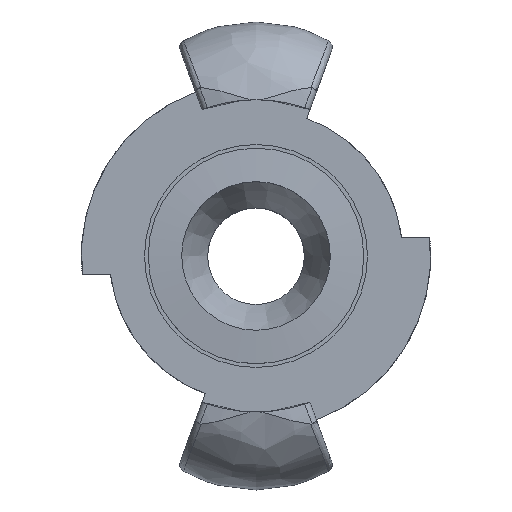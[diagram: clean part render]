
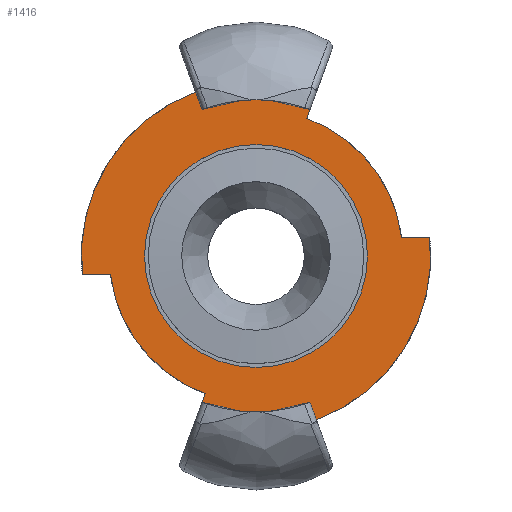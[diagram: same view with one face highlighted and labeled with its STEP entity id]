
A CAD part, top view. The second image highlights one B-rep face of the part: STEP entity #1416.
In plain terms, the highlighted planar face has unit normal (0, 0, 1).
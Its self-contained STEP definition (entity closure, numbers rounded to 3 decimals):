
#99=FACE_BOUND('',#264,.T.);
#124=PLANE('',#1556);
#183=FACE_OUTER_BOUND('',#263,.T.);
#263=EDGE_LOOP('',(#1127,#1128,#1129,#1130,#1131,#1132,#1133,#1134,#1135,
#1136,#1137,#1138));
#264=EDGE_LOOP('',(#1139,#1140));
#306=LINE('',#2198,#380);
#312=LINE('',#2410,#386);
#318=LINE('',#2591,#392);
#335=LINE('',#3016,#409);
#344=LINE('',#3180,#418);
#349=LINE('',#3189,#423);
#380=VECTOR('',#1649,10.);
#386=VECTOR('',#1669,10.);
#392=VECTOR('',#1683,10.);
#409=VECTOR('',#1780,10.);
#418=VECTOR('',#1823,10.);
#423=VECTOR('',#1830,10.);
#475=CIRCLE('',#1526,15.);
#476=CIRCLE('',#1527,15.);
#481=CIRCLE('',#1537,23.5);
#482=CIRCLE('',#1539,19.75);
#485=CIRCLE('',#1542,19.75);
#489=CIRCLE('',#1551,23.5);
#491=CIRCLE('',#1557,25.5);
#492=CIRCLE('',#1558,25.5);
#539=VERTEX_POINT('',#2195);
#540=VERTEX_POINT('',#2197);
#554=VERTEX_POINT('',#2407);
#555=VERTEX_POINT('',#2409);
#566=VERTEX_POINT('',#2588);
#567=VERTEX_POINT('',#2590);
#601=VERTEX_POINT('',#3003);
#602=VERTEX_POINT('',#3004);
#603=VERTEX_POINT('',#3009);
#606=VERTEX_POINT('',#3014);
#614=VERTEX_POINT('',#3103);
#623=VERTEX_POINT('',#3177);
#624=VERTEX_POINT('',#3179);
#626=VERTEX_POINT('',#3185);
#685=EDGE_CURVE('',#539,#540,#306,.T.);
#704=EDGE_CURVE('',#555,#554,#312,.T.);
#718=EDGE_CURVE('',#566,#567,#318,.T.);
#768=EDGE_CURVE('',#601,#602,#475,.T.);
#769=EDGE_CURVE('',#602,#601,#476,.T.);
#774=EDGE_CURVE('',#606,#603,#335,.T.);
#786=EDGE_CURVE('',#554,#603,#481,.T.);
#788=EDGE_CURVE('',#540,#614,#482,.T.);
#795=EDGE_CURVE('',#606,#567,#485,.T.);
#802=EDGE_CURVE('',#623,#624,#344,.T.);
#807=EDGE_CURVE('',#626,#614,#349,.T.);
#813=EDGE_CURVE('',#623,#626,#489,.T.);
#816=EDGE_CURVE('',#624,#566,#491,.T.);
#817=EDGE_CURVE('',#555,#539,#492,.T.);
#1127=ORIENTED_EDGE('',*,*,#786,.T.);
#1128=ORIENTED_EDGE('',*,*,#774,.F.);
#1129=ORIENTED_EDGE('',*,*,#795,.T.);
#1130=ORIENTED_EDGE('',*,*,#718,.F.);
#1131=ORIENTED_EDGE('',*,*,#816,.F.);
#1132=ORIENTED_EDGE('',*,*,#802,.F.);
#1133=ORIENTED_EDGE('',*,*,#813,.T.);
#1134=ORIENTED_EDGE('',*,*,#807,.T.);
#1135=ORIENTED_EDGE('',*,*,#788,.F.);
#1136=ORIENTED_EDGE('',*,*,#685,.F.);
#1137=ORIENTED_EDGE('',*,*,#817,.F.);
#1138=ORIENTED_EDGE('',*,*,#704,.T.);
#1139=ORIENTED_EDGE('',*,*,#768,.T.);
#1140=ORIENTED_EDGE('',*,*,#769,.T.);
#1416=ADVANCED_FACE('',(#183,#99),#124,.F.);
#1526=AXIS2_PLACEMENT_3D('',#3005,#1770,#1771);
#1527=AXIS2_PLACEMENT_3D('',#3006,#1772,#1773);
#1537=AXIS2_PLACEMENT_3D('',#3091,#1800,#1801);
#1539=AXIS2_PLACEMENT_3D('',#3104,#1804,#1805);
#1542=AXIS2_PLACEMENT_3D('',#3150,#1812,#1813);
#1551=AXIS2_PLACEMENT_3D('',#3235,#1841,#1842);
#1556=AXIS2_PLACEMENT_3D('',#3241,#1852,#1853);
#1557=AXIS2_PLACEMENT_3D('',#3242,#1854,#1855);
#1558=AXIS2_PLACEMENT_3D('',#3243,#1856,#1857);
#1649=DIRECTION('',(0.345,0.938,0.));
#1669=DIRECTION('',(-0.345,0.938,0.));
#1683=DIRECTION('',(-0.345,-0.938,0.));
#1770=DIRECTION('center_axis',(0.,0.,-1.));
#1771=DIRECTION('ref_axis',(1.,0.,0.));
#1772=DIRECTION('center_axis',(0.,0.,-1.));
#1773=DIRECTION('ref_axis',(1.,0.,0.));
#1780=DIRECTION('',(1.,0.,0.));
#1800=DIRECTION('center_axis',(0.,0.,1.));
#1801=DIRECTION('ref_axis',(-0.345,0.938,0.));
#1804=DIRECTION('center_axis',(0.,0.,-1.));
#1805=DIRECTION('ref_axis',(-1.,0.,0.));
#1812=DIRECTION('center_axis',(0.,0.,1.));
#1813=DIRECTION('ref_axis',(-0.345,0.938,0.));
#1823=DIRECTION('',(-0.345,0.938,0.));
#1830=DIRECTION('',(1.,0.,0.));
#1841=DIRECTION('center_axis',(0.,0.,1.));
#1842=DIRECTION('ref_axis',(0.345,-0.938,0.));
#1852=DIRECTION('center_axis',(0.,0.,-1.));
#1853=DIRECTION('ref_axis',(-1.,0.,0.));
#1854=DIRECTION('center_axis',(0.,0.,-1.));
#1855=DIRECTION('ref_axis',(0.,-1.,0.));
#1856=DIRECTION('center_axis',(0.,0.,-1.));
#1857=DIRECTION('ref_axis',(0.,-1.,0.));
#2195=CARTESIAN_POINT('',(-8.809,-23.93,12.));
#2197=CARTESIAN_POINT('',(-6.823,-18.534,12.));
#2198=CARTESIAN_POINT('',(-8.897,-24.168,12.));
#2407=CARTESIAN_POINT('',(8.119,-22.053,12.));
#2409=CARTESIAN_POINT('',(8.809,-23.93,12.));
#2410=CARTESIAN_POINT('',(3.412,-9.267,12.));
#2588=CARTESIAN_POINT('',(8.809,23.93,12.));
#2590=CARTESIAN_POINT('',(6.823,18.534,12.));
#2591=CARTESIAN_POINT('',(1.603,4.354,12.));
#3003=CARTESIAN_POINT('',(15.,0.,12.));
#3004=CARTESIAN_POINT('',(-15.,0.,12.));
#3005=CARTESIAN_POINT('Origin',(0.,0.,12.));
#3006=CARTESIAN_POINT('Origin',(0.,0.,12.));
#3009=CARTESIAN_POINT('',(23.367,2.5,12.));
#3014=CARTESIAN_POINT('',(19.591,2.5,12.));
#3016=CARTESIAN_POINT('',(0.,2.5,12.));
#3091=CARTESIAN_POINT('Origin',(0.,0.,
12.));
#3103=CARTESIAN_POINT('',(-19.591,-2.5,12.));
#3104=CARTESIAN_POINT('Origin',(0.,0.,12.));
#3150=CARTESIAN_POINT('Origin',(0.,0.,12.));
#3177=CARTESIAN_POINT('',(-8.119,22.053,12.));
#3179=CARTESIAN_POINT('',(-8.809,23.93,12.));
#3180=CARTESIAN_POINT('',(0.236,-0.64,12.));
#3185=CARTESIAN_POINT('',(-23.367,-2.5,12.));
#3189=CARTESIAN_POINT('',(0.,-2.5,12.));
#3235=CARTESIAN_POINT('Origin',(0.,0.,
12.));
#3241=CARTESIAN_POINT('Origin',(0.,0.,12.));
#3242=CARTESIAN_POINT('Origin',(0.,0.,12.));
#3243=CARTESIAN_POINT('Origin',(0.,0.,12.));
